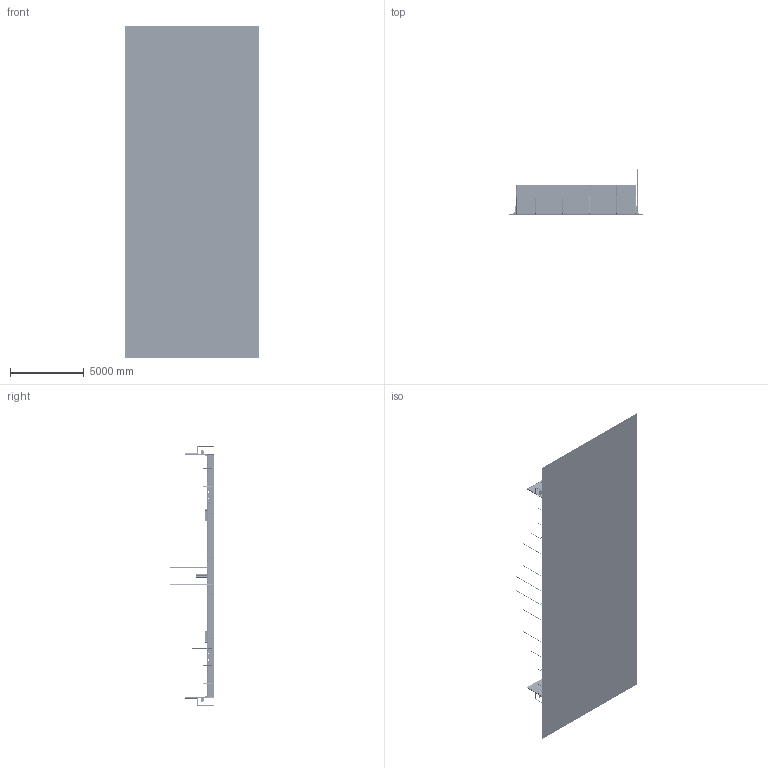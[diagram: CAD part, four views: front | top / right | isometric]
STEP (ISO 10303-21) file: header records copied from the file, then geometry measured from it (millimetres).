
FILE_DESCRIPTION (( 'STEP AP214' ), '1' );
FILE_NAME ('Pipefall Arena.STEP', '2013-04-30T20:24:37', ( '' ), ( '' ), 'SwSTEP 2.0', 'SolidWorks 2012', '' );
FILE_SCHEMA (( 'AUTOMOTIVE_DESIGN' ));
Length unit declared in the file: inch
Products named in the file (173): 2x12in Red Pipes; 2x12in Blue Pipes; 2x24in Blue Pipes; 2x24in Red Pipes; Center Field Pipe Assembly; pipe48red; pipe48blue; Platform12; sideSheetShort; sideSheetLong; square12; Floor Protector 12-1; Carpet Square for 12in Platform; Platform Base & Pole; pipeMount; Baseplate; Platform24; sideSheetShort24; sideSheetLong24; topSheet; squareSideLongTop; squareSideShort; squareSideLong; square24; Floor Protector 20wide; Floor Protector 24-1; Carpet Square for 24in Platform; Tape Line; Scoring Pole Base; Pole Mount Bottom Pole; Pole Mount Box; Base Plate; Scoring Pole 16in; Scoring Pole 5ft; Scoring Pole 7-5ft; Scoring Pole 10ft; pipe24red; pipe12red; pipe6red; pipe24blue ...
Assembly tree (523 placements, depth 6):
  Pipefall Arena
    Pipefall competition field
      FE-00035-06-1
      FE-00035-01-1  x2
        FE-00003-1
          FE-00003-01-1
          FE-00003-02-1
        FE-00014-1
          FE-00014-02-1
            FE-00014-02-1  x2
          FE-00014-01-1  x2
          FE-00014-03-1
          FE-00014-04-1
          FE-00014-05-1
        FE-00015-1
        FE-00013-1
          FE-00013-06-1
          FE-00013-04-1
          FE-00013-02-1
          FE-00013-03-1
          FE-00013-05-1
          FE-00013-01-1
          FE-00013-07-1
          HW-00010-1  x2
        FE-00029-2
          FE-00006-1
            FE-00006-01-1
            FE-00006-02-1  x2
            FE-00006-09-1
            FE-00006-10-1  x2
            FE-00006-03-1
            FE-00006-05-1
            FE-00006-08-1
          FE-00027-1  x2
          FE-00026-1  x2
          FE-00028-1
          FE-00031-1
          Circular Washer (Inch) 1-2-1
          Hexagon Socket Head Shoulder Screw - Inch 0-500 x 1-5 ANSI B18-3-1
          HW-00026-1
          Hexagon Socket Button Head Cap Screw - Inch 1-4 - 20 x 3-4-1  x4
          PP-00012-1
          HW-00010-1  x4
        FE-00022-5
          FE-00005-1
            FE-00005-01-1
            FE-00005-02-1  x2
            FE-00005-03-1
            FE-00005-04-1
          FE-00026-1  x2
          HW-00010-1  x4
        FE-00024-1
          FE-00005-1
            FE-00005-01-1
            FE-00005-02-1  x2
            FE-00005-03-1
            FE-00005-04-1
          FE-00018-1
            FE-00018-01-1
            FE-00018-02-1  x2
Bounding box: 9144 x 3054.27 x 22555.2 mm (x, y, z)
Volume: 2021543424.6 mm3; surface area: 740389356.9 mm2
Topology: 1384 solids, 1384 shells, 25000 faces, 68666 edges, 45102 vertices
Faces by surface type: plane 11826, cylinder 11694, torus 1176, cone 304
Entity records: 85625 total; most frequent: CARTESIAN_POINT 20888, DIRECTION 12442, ORIENTED_EDGE 11346, EDGE_CURVE 5673, AXIS2_PLACEMENT_3D 4534, VERTEX_POINT 3726, VECTOR 3374, LINE 3374
